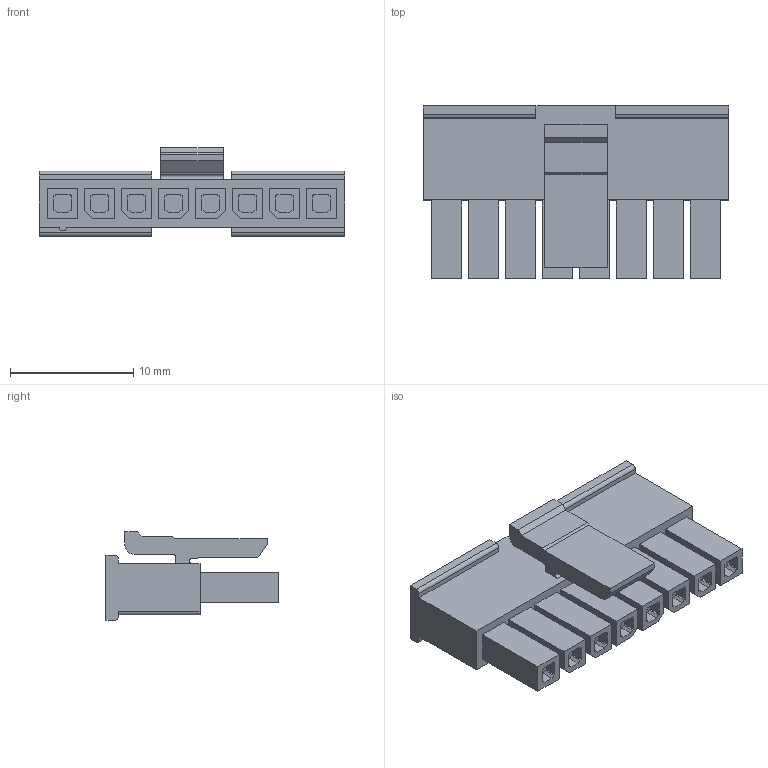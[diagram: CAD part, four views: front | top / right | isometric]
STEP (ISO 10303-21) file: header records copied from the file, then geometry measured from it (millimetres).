
FILE_DESCRIPTION((''),'2;1');
FILE_NAME('436450800','2017-12-21T',('ghp'),(''),'PRO/ENGINEER BY PARAMETRIC TECHNOLOGY CORPORATION, 2012310','PRO/ENGINEER BY PARAMETRIC TECHNOLOGY CORPORATION, 2012310','');
FILE_SCHEMA(('CONFIG_CONTROL_DESIGN'));
Length unit declared in the file: millimetre
Products named in the file (1): 436450800
Bounding box: 24.85 x 14 x 7.21 mm (x, y, z)
Volume: 1132.4 mm3; surface area: 1377 mm2
Topology: 1 solids, 1 shells, 190 faces, 513 edges, 342 vertices
Faces by surface type: plane 182, cylinder 8
Entity records: 5895 total; most frequent: CARTESIAN_POINT 1046, ORIENTED_EDGE 1026, DIRECTION 911, EDGE_CURVE 513, VECTOR 497, LINE 497, VERTEX_POINT 342, AXIS2_PLACEMENT_3D 207
